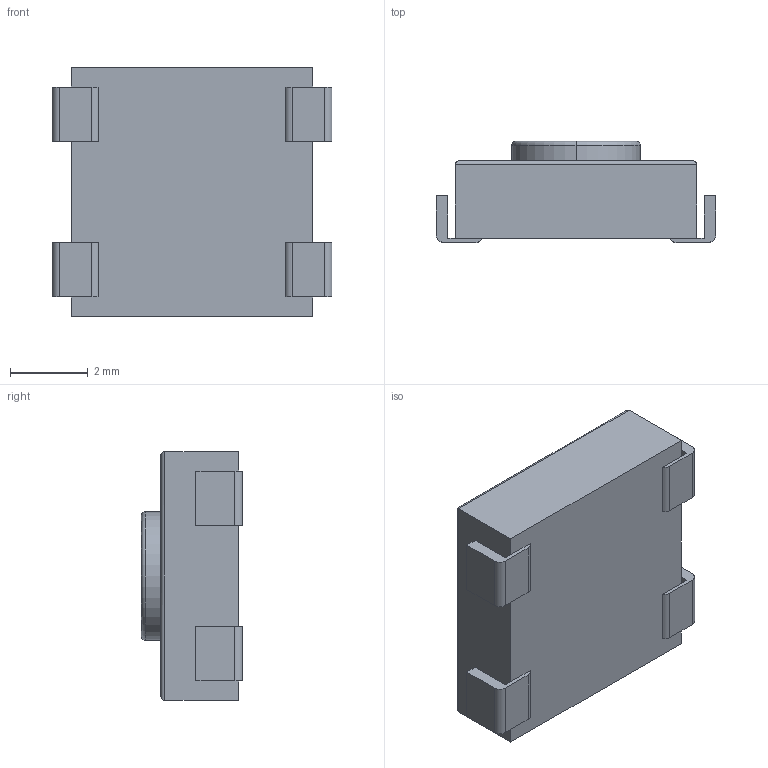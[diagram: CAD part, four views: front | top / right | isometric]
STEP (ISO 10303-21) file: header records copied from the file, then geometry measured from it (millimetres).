
FILE_DESCRIPTION (( 'STEP AP214' ), '1' );
FILE_NAME ('button.STEP', '2023-02-05T00:01:04', ( '' ), ( '' ), 'SwSTEP 2.0', 'SolidWorks 2022', '' );
FILE_SCHEMA (( 'AUTOMOTIVE_DESIGN' ));
Length unit declared in the file: millimetre
Products named in the file (1): button
Bounding box: 7.2 x 2.6 x 6.4 mm (x, y, z)
Volume: 86 mm3; surface area: 155.1 mm2
Topology: 1 solids, 1 shells, 51 faces, 130 edges, 82 vertices
Faces by surface type: plane 35, cylinder 14, torus 2
Entity records: 2056 total; most frequent: CARTESIAN_POINT 276, ORIENTED_EDGE 260, DIRECTION 254, EDGE_CURVE 130, LINE 102, VECTOR 102, VERTEX_POINT 82, AXIS2_PLACEMENT_3D 76
